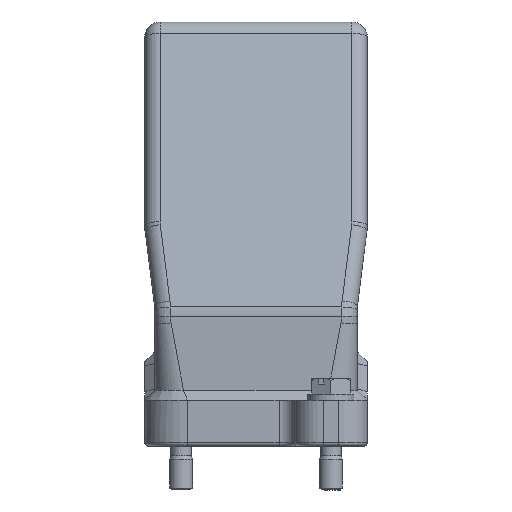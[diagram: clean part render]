
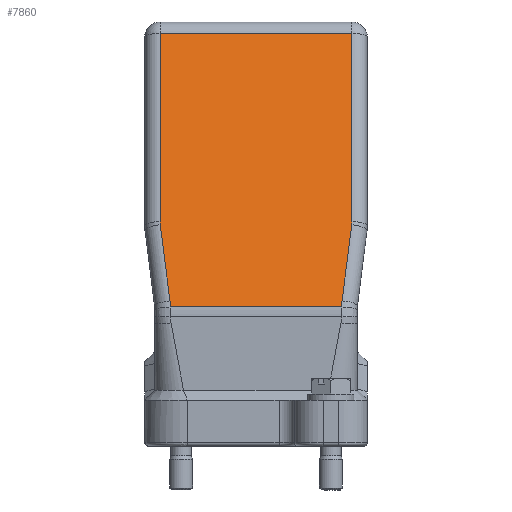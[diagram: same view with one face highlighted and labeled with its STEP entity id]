
A CAD part, left-side view. The second image highlights one B-rep face of the part: STEP entity #7860.
In plain terms, the highlighted planar face has unit normal (-0.966, 0, 0.259).
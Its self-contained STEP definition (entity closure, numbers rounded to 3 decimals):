
#6081=FACE_OUTER_BOUND('',#9566,.T.);
#7011=B_SPLINE_CURVE_WITH_KNOTS('',3,(#28260,#28261,#28262,#28263),
 .UNSPECIFIED.,.F.,.F.,(4,4),(0.,1.),.UNSPECIFIED.);
#7022=B_SPLINE_CURVE_WITH_KNOTS('',3,(#28979,#28980,#28981,#28982),
 .UNSPECIFIED.,.F.,.F.,(4,4),(0.,1.),.UNSPECIFIED.);
#7860=ADVANCED_FACE('',(#6081),#8602,.T.);
#8602=PLANE('',#21100);
#9566=EDGE_LOOP('',(#11395,#11396,#11397,#11398,#11399,#11400,#11401,#11402,
#11403,#11404));
#11395=ORIENTED_EDGE('',*,*,#16900,.T.);
#11396=ORIENTED_EDGE('',*,*,#16564,.T.);
#11397=ORIENTED_EDGE('',*,*,#16904,.T.);
#11398=ORIENTED_EDGE('',*,*,#16732,.T.);
#11399=ORIENTED_EDGE('',*,*,#16735,.T.);
#11400=ORIENTED_EDGE('',*,*,#16739,.F.);
#11401=ORIENTED_EDGE('',*,*,#16742,.F.);
#11402=ORIENTED_EDGE('',*,*,#16745,.F.);
#11403=ORIENTED_EDGE('',*,*,#16749,.T.);
#11404=ORIENTED_EDGE('',*,*,#16903,.T.);
#15096=VERTEX_POINT('',#27378);
#15098=VERTEX_POINT('',#27384);
#15206=VERTEX_POINT('',#28147);
#15207=VERTEX_POINT('',#28177);
#15209=VERTEX_POINT('',#28183);
#15210=VERTEX_POINT('',#28205);
#15212=VERTEX_POINT('',#28228);
#15213=VERTEX_POINT('',#28250);
#15215=VERTEX_POINT('',#28259);
#15303=VERTEX_POINT('',#28972);
#16564=EDGE_CURVE('',#15096,#15098,#18572,.T.);
#16732=EDGE_CURVE('',#15206,#15207,#18660,.T.);
#16735=EDGE_CURVE('',#15207,#15209,#18662,.T.);
#16739=EDGE_CURVE('',#15210,#15209,#18663,.T.);
#16742=EDGE_CURVE('',#15212,#15210,#18664,.T.);
#16745=EDGE_CURVE('',#15213,#15212,#18666,.T.);
#16749=EDGE_CURVE('',#15213,#15215,#7011,.T.);
#16900=EDGE_CURVE('',#15303,#15096,#18740,.T.);
#16903=EDGE_CURVE('',#15215,#15303,#18741,.T.);
#16904=EDGE_CURVE('',#15098,#15206,#7022,.T.);
#18572=LINE('',#27385,#19711);
#18660=LINE('',#28178,#19799);
#18662=LINE('',#28184,#19801);
#18663=LINE('',#28206,#19802);
#18664=LINE('',#28227,#19803);
#18666=LINE('',#28249,#19805);
#18740=LINE('',#28971,#19879);
#18741=LINE('',#28977,#19880);
#19711=VECTOR('',#22191,1.);
#19799=VECTOR('',#22497,1.);
#19801=VECTOR('',#22503,1.);
#19802=VECTOR('',#22512,1.);
#19803=VECTOR('',#22519,1.);
#19805=VECTOR('',#22523,1.);
#19879=VECTOR('',#22833,1.);
#19880=VECTOR('',#22842,1.);
#21100=AXIS2_PLACEMENT_3D('',#28983,#22845,#22846);
#22191=DIRECTION('',(-0.259,0.,-0.966));
#22497=DIRECTION('',(-0.257,-0.123,-0.959));
#22503=DIRECTION('',(-0.259,0.,-0.966));
#22512=DIRECTION('',(0.,1.,0.));
#22519=DIRECTION('',(-0.259,0.,-0.966));
#22523=DIRECTION('',(-0.257,0.123,-0.959));
#22833=DIRECTION('',(0.,1.,0.));
#22842=DIRECTION('',(0.259,0.,0.966));
#22845=DIRECTION('',(-0.966,0.,0.259));
#22846=DIRECTION('',(-0.259,0.,-0.966));
#27378=CARTESIAN_POINT('',(-42.064,25.,107.535));
#27384=CARTESIAN_POINT('',(-55.21,25.,58.473));
#27385=CARTESIAN_POINT('',(-42.064,25.,107.535));
#28147=CARTESIAN_POINT('',(-55.415,24.951,57.711));
#28177=CARTESIAN_POINT('',(-60.752,22.4,37.79));
#28178=CARTESIAN_POINT('',(-55.415,24.951,57.711));
#28183=CARTESIAN_POINT('',(-61.159,22.4,36.272));
#28184=CARTESIAN_POINT('',(-60.752,22.4,37.79));
#28205=CARTESIAN_POINT('',(-61.159,-22.4,36.272));
#28206=CARTESIAN_POINT('',(-61.159,-22.4,36.272));
#28227=CARTESIAN_POINT('',(-60.752,-22.4,37.79));
#28228=CARTESIAN_POINT('',(-60.752,-22.4,37.79));
#28249=CARTESIAN_POINT('',(-55.415,-24.951,57.711));
#28250=CARTESIAN_POINT('',(-55.415,-24.951,57.711));
#28259=CARTESIAN_POINT('',(-55.21,-25.,58.473));
#28260=CARTESIAN_POINT('',(-55.415,-24.951,57.711));
#28261=CARTESIAN_POINT('',(-55.347,-24.984,57.964));
#28262=CARTESIAN_POINT('',(-55.279,-25.,58.218));
#28263=CARTESIAN_POINT('',(-55.21,-25.,58.473));
#28971=CARTESIAN_POINT('',(-42.064,-25.,107.535));
#28972=CARTESIAN_POINT('',(-42.064,-25.,107.535));
#28977=CARTESIAN_POINT('',(-55.21,-25.,58.473));
#28979=CARTESIAN_POINT('',(-55.21,25.,58.473));
#28980=CARTESIAN_POINT('',(-55.279,25.,58.218));
#28981=CARTESIAN_POINT('',(-55.347,24.984,57.964));
#28982=CARTESIAN_POINT('',(-55.415,24.951,57.711));
#28983=CARTESIAN_POINT('',(-40.232,27.6,114.372));
